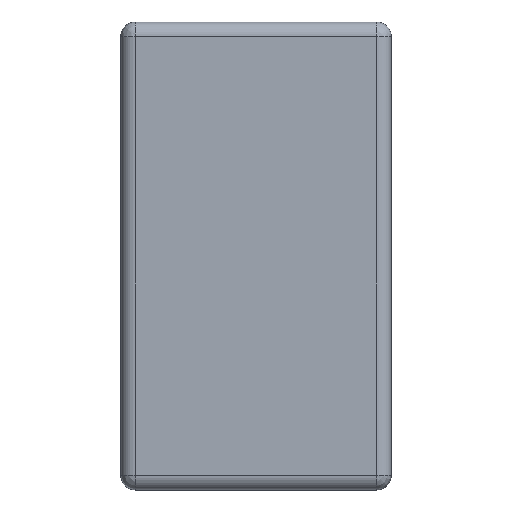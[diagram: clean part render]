
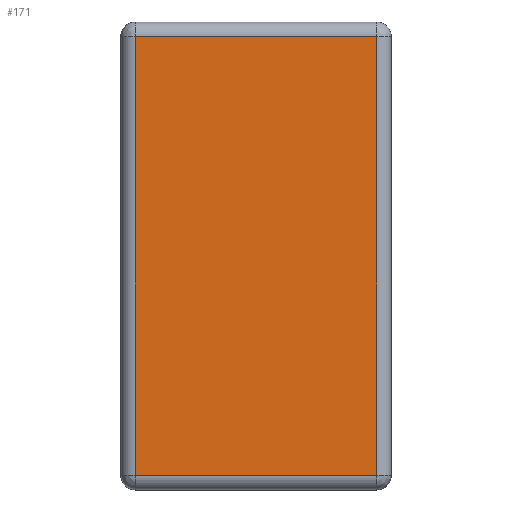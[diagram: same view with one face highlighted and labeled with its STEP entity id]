
A CAD part, top view. The second image highlights one B-rep face of the part: STEP entity #171.
In plain terms, the highlighted planar face has unit normal (0, 0, 1).
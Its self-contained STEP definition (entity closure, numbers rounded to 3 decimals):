
#132=CARTESIAN_POINT('',(-11.1,-25.75,2.5));
#133=DIRECTION('',(0.0,0.0,1.0));
#134=DIRECTION('',(1.0,0.0,0.0));
#135=AXIS2_PLACEMENT_3D('',#132,#133,#134);
#136=PLANE('',#135);
#137=CARTESIAN_POINT('',(8.25,-21.55,2.5));
#138=VERTEX_POINT('',#137);
#139=CARTESIAN_POINT('',(8.25,8.45,2.5));
#140=VERTEX_POINT('',#139);
#141=CARTESIAN_POINT('',(8.25,-21.55,2.5));
#142=DIRECTION('',(0.0,1.0,0.0));
#143=VECTOR('',#142,30.);
#144=LINE('',#141,#143);
#145=EDGE_CURVE('',#138,#140,#144,.T.);
#146=ORIENTED_EDGE('',*,*,#145,.T.);
#147=CARTESIAN_POINT('',(-8.25,8.45,2.5));
#148=VERTEX_POINT('',#147);
#149=CARTESIAN_POINT('',(8.25,8.45,2.5));
#150=DIRECTION('',(-1.0,0.0,0.0));
#151=VECTOR('',#150,16.5);
#152=LINE('',#149,#151);
#153=EDGE_CURVE('',#140,#148,#152,.T.);
#154=ORIENTED_EDGE('',*,*,#153,.T.);
#155=CARTESIAN_POINT('',(-8.25,-21.55,2.5));
#156=VERTEX_POINT('',#155);
#157=CARTESIAN_POINT('',(-8.25,8.45,2.5));
#158=DIRECTION('',(0.0,-1.0,0.0));
#159=VECTOR('',#158,30.);
#160=LINE('',#157,#159);
#161=EDGE_CURVE('',#148,#156,#160,.T.);
#162=ORIENTED_EDGE('',*,*,#161,.T.);
#163=CARTESIAN_POINT('',(-8.25,-21.55,2.5));
#164=DIRECTION('',(1.0,0.0,0.0));
#165=VECTOR('',#164,16.5);
#166=LINE('',#163,#165);
#167=EDGE_CURVE('',#156,#138,#166,.T.);
#168=ORIENTED_EDGE('',*,*,#167,.T.);
#169=EDGE_LOOP('',(#146,#154,#162,#168));
#170=FACE_OUTER_BOUND('',#169,.T.);
#171=ADVANCED_FACE('',(#170),#136,.T.);
